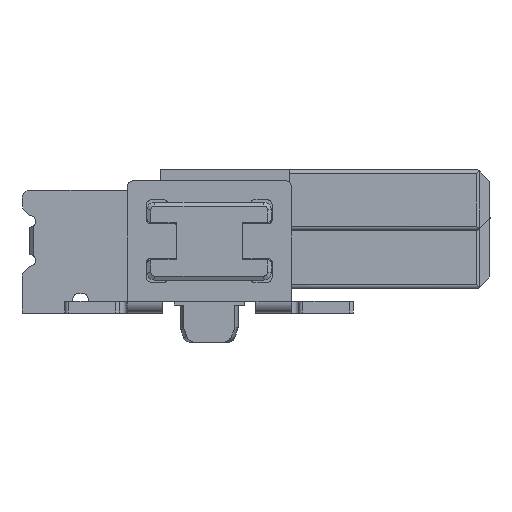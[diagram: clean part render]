
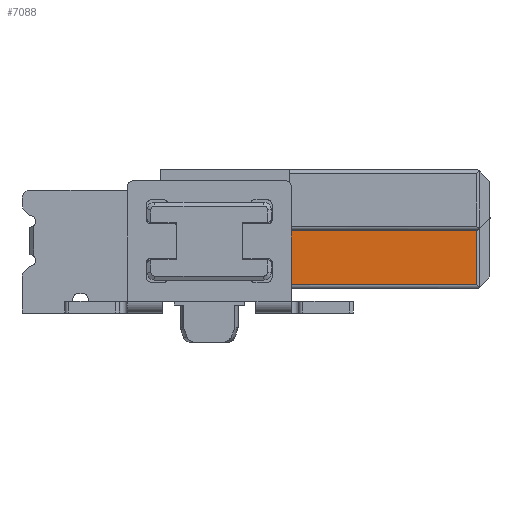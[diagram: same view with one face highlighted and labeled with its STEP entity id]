
A CAD part, front view. The second image highlights one B-rep face of the part: STEP entity #7088.
In plain terms, the highlighted planar face has unit normal (0, -1, 0).
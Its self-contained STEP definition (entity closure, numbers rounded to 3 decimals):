
#6222=FACE_OUTER_BOUND('',#8647,.T.);
#7088=ADVANCED_FACE('',(#6222),#7793,.T.);
#7793=PLANE('',#24337);
#8647=EDGE_LOOP('',(#15518,#15519,#15520,#15521));
#10157=LINE('',#33079,#12025);
#10165=LINE('',#33105,#12033);
#10166=LINE('',#33107,#12034);
#10167=LINE('',#33109,#12035);
#12025=VECTOR('',#27531,1.);
#12033=VECTOR('',#27563,1.);
#12034=VECTOR('',#27566,1.);
#12035=VECTOR('',#27567,1.);
#15518=ORIENTED_EDGE('',*,*,#21093,.T.);
#15519=ORIENTED_EDGE('',*,*,#21094,.T.);
#15520=ORIENTED_EDGE('',*,*,#21092,.T.);
#15521=ORIENTED_EDGE('',*,*,#21079,.T.);
#18969=VERTEX_POINT('',#33078);
#18970=VERTEX_POINT('',#33080);
#18975=VERTEX_POINT('',#33100);
#18976=VERTEX_POINT('',#33108);
#21079=EDGE_CURVE('',#18970,#18969,#10157,.T.);
#21092=EDGE_CURVE('',#18975,#18970,#10165,.T.);
#21093=EDGE_CURVE('',#18969,#18976,#10166,.T.);
#21094=EDGE_CURVE('',#18976,#18975,#10167,.T.);
#24337=AXIS2_PLACEMENT_3D('',#33110,#27568,#27569);
#27531=DIRECTION('',(0.,0.,-1.));
#27563=DIRECTION('',(-1.,0.,0.));
#27566=DIRECTION('',(1.,0.,0.));
#27567=DIRECTION('',(0.,0.,1.));
#27568=DIRECTION('',(0.,-1.,0.));
#27569=DIRECTION('',(1.,0.,0.));
#33078=CARTESIAN_POINT('',(2.05,-15.615,0.1));
#33079=CARTESIAN_POINT('',(2.05,-15.615,1.5));
#33080=CARTESIAN_POINT('',(2.05,-15.615,1.5));
#33100=CARTESIAN_POINT('',(6.859,-15.615,1.5));
#33105=CARTESIAN_POINT('',(6.859,-15.615,1.5));
#33107=CARTESIAN_POINT('',(2.05,-15.615,0.1));
#33108=CARTESIAN_POINT('',(6.859,-15.615,0.1));
#33109=CARTESIAN_POINT('',(6.859,-15.615,0.1));
#33110=CARTESIAN_POINT('',(7.623,-15.615,3.203));
